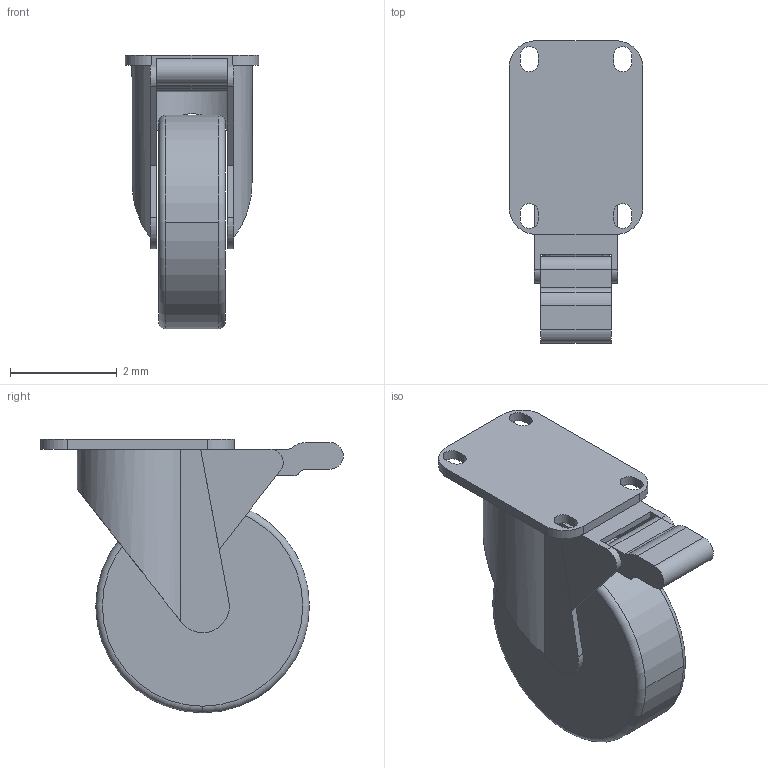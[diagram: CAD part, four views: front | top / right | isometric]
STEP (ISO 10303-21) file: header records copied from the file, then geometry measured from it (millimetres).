
FILE_DESCRIPTION((''),'2;1');
FILE_NAME('13CA8102.stp','2015-07-14T15:48:42',(''),(''),'Mechanical Desktop 2011','Mechanical Desktop 2011',', , ');
FILE_SCHEMA(('CONFIG_CONTROL_DESIGN'));
Length unit declared in the file: millimetre
Products named in the file (1): Product
Bounding box: 2.5 x 5.66 x 5.12 mm (x, y, z)
Volume: 20.9 mm3; surface area: 113.6 mm2
Topology: 5 solids, 5 shells, 70 faces, 183 edges, 124 vertices
Faces by surface type: plane 36, cylinder 24, bspline 6, torus 4
Entity records: 2306 total; most frequent: CARTESIAN_POINT 423, DIRECTION 379, ORIENTED_EDGE 364, EDGE_CURVE 182, AXIS2_PLACEMENT_3D 131, VERTEX_POINT 122, VECTOR 117, LINE 117
